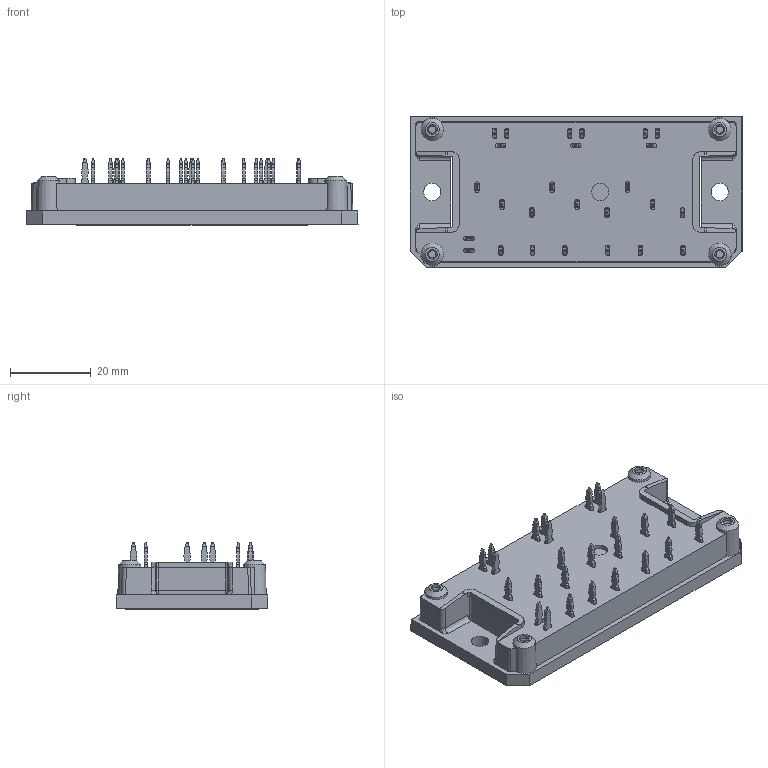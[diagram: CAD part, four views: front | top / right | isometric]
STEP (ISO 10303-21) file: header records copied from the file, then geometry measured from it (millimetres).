
FILE_DESCRIPTION(/* description */ ('Unknown'),/* implementation_level */ '2;1');
FILE_NAME(/* name */ 'Flow1-4T12Y-LK10(260)-01-OL',/* time_stamp */ '2018-12-18T14:18:28+01:00',/* author */ ('Unknown'),/* organization */ ('Unknown'),/* preprocessor_version */ 'ST-DEVELOPER v16.7',/* originating_system */ 'DEX',/* authorisation */ $);
FILE_SCHEMA (('TECHNICAL_DATA_PACKAGING','AUTOMOTIVE_DESIGN {1 0 10303 214 3 1 1}'));
Length unit declared in the file: millimetre
Products named in the file (1): Flow1-4T12Y-LK10-OL
Bounding box: 82 x 37.4 x 16.43 mm (x, y, z)
Volume: 25887.1 mm3; surface area: 11340.8 mm2
Topology: 1 solids, 1 shells, 859 faces, 2374 edges, 1575 vertices
Faces by surface type: plane 526, cylinder 313, cone 16, bspline 4
Full cylindrical faces by diameter (mm): 2.4 x4, 4.3 x3
Entity records: 33304 total; most frequent: CARTESIAN_POINT 4856, DIRECTION 4700, ORIENTED_EDGE 4676, EDGE_CURVE 2338, LINE 1664, VECTOR 1664, VERTEX_POINT 1562, AXIS2_PLACEMENT_3D 1518
